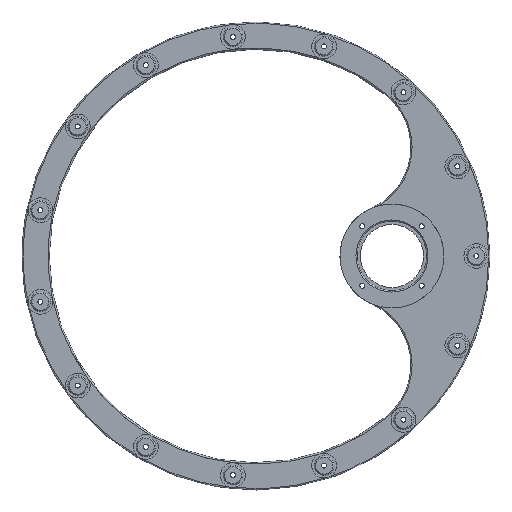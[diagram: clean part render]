
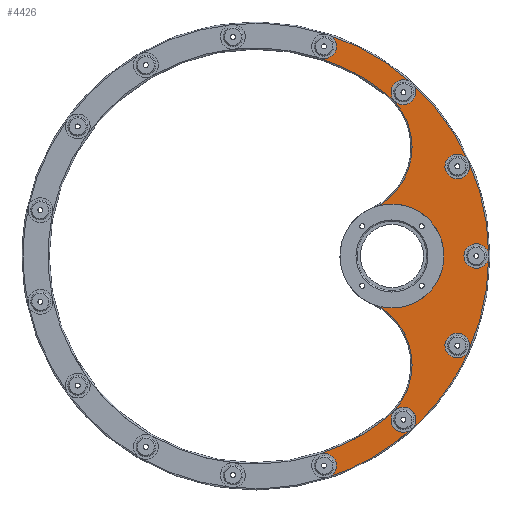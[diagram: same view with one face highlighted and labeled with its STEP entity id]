
A CAD part, top view. The second image highlights one B-rep face of the part: STEP entity #4426.
In plain terms, the highlighted planar face has unit normal (0, 0, 1).
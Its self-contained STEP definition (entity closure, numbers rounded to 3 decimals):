
#281=CIRCLE('',#4800,27.5);
#284=CIRCLE('',#4804,84.);
#294=CIRCLE('',#4814,84.);
#296=CIRCLE('',#4817,27.5);
#319=CIRCLE('',#4849,21.);
#320=CIRCLE('',#4850,5.);
#321=CIRCLE('',#4851,94.);
#322=CIRCLE('',#4852,5.);
#323=CIRCLE('',#4853,94.);
#324=CIRCLE('',#4854,5.);
#325=CIRCLE('',#4855,94.);
#326=CIRCLE('',#4856,5.);
#327=CIRCLE('',#4857,94.);
#328=CIRCLE('',#4858,5.);
#329=CIRCLE('',#4859,94.);
#330=CIRCLE('',#4860,5.);
#331=CIRCLE('',#4861,94.);
#332=CIRCLE('',#4862,5.);
#570=FACE_OUTER_BOUND('',#867,.T.);
#867=EDGE_LOOP('',(#3645,#3646,#3647,#3648,#3649,#3650,#3651,#3652,#3653,
#3654,#3655,#3656,#3657,#3658,#3659,#3660,#3661,#3662));
#2134=VERTEX_POINT('',#7308);
#2135=VERTEX_POINT('',#7310);
#2138=VERTEX_POINT('',#7324);
#2139=VERTEX_POINT('',#7326);
#2148=VERTEX_POINT('',#7344);
#2150=VERTEX_POINT('',#7350);
#2155=VERTEX_POINT('',#7374);
#2162=VERTEX_POINT('',#7407);
#2163=VERTEX_POINT('',#7410);
#2164=VERTEX_POINT('',#7413);
#2165=VERTEX_POINT('',#7416);
#2166=VERTEX_POINT('',#7419);
#2167=VERTEX_POINT('',#7422);
#2678=EDGE_CURVE('',#2134,#2135,#281,.T.);
#2682=EDGE_CURVE('',#2138,#2139,#284,.T.);
#2692=EDGE_CURVE('',#2148,#2134,#294,.T.);
#2695=EDGE_CURVE('',#2150,#2138,#296,.T.);
#2721=EDGE_CURVE('',#2150,#2135,#319,.T.);
#2722=EDGE_CURVE('',#2148,#2155,#320,.T.);
#2723=EDGE_CURVE('',#2162,#2155,#321,.T.);
#2724=EDGE_CURVE('',#2162,#2162,#322,.T.);
#2725=EDGE_CURVE('',#2163,#2162,#323,.T.);
#2726=EDGE_CURVE('',#2163,#2163,#324,.T.);
#2727=EDGE_CURVE('',#2164,#2163,#325,.T.);
#2728=EDGE_CURVE('',#2164,#2164,#326,.T.);
#2729=EDGE_CURVE('',#2165,#2164,#327,.T.);
#2730=EDGE_CURVE('',#2165,#2165,#328,.T.);
#2731=EDGE_CURVE('',#2166,#2165,#329,.T.);
#2732=EDGE_CURVE('',#2166,#2166,#330,.T.);
#2733=EDGE_CURVE('',#2167,#2166,#331,.T.);
#2734=EDGE_CURVE('',#2167,#2139,#332,.T.);
#3645=ORIENTED_EDGE('',*,*,#2682,.F.);
#3646=ORIENTED_EDGE('',*,*,#2695,.F.);
#3647=ORIENTED_EDGE('',*,*,#2721,.T.);
#3648=ORIENTED_EDGE('',*,*,#2678,.F.);
#3649=ORIENTED_EDGE('',*,*,#2692,.F.);
#3650=ORIENTED_EDGE('',*,*,#2722,.T.);
#3651=ORIENTED_EDGE('',*,*,#2723,.F.);
#3652=ORIENTED_EDGE('',*,*,#2724,.T.);
#3653=ORIENTED_EDGE('',*,*,#2725,.F.);
#3654=ORIENTED_EDGE('',*,*,#2726,.T.);
#3655=ORIENTED_EDGE('',*,*,#2727,.F.);
#3656=ORIENTED_EDGE('',*,*,#2728,.T.);
#3657=ORIENTED_EDGE('',*,*,#2729,.F.);
#3658=ORIENTED_EDGE('',*,*,#2730,.T.);
#3659=ORIENTED_EDGE('',*,*,#2731,.F.);
#3660=ORIENTED_EDGE('',*,*,#2732,.T.);
#3661=ORIENTED_EDGE('',*,*,#2733,.F.);
#3662=ORIENTED_EDGE('',*,*,#2734,.T.);
#4213=PLANE('',#4848);
#4426=ADVANCED_FACE('',(#570),#4213,.T.);
#4800=AXIS2_PLACEMENT_3D('',#7311,#5925,#5926);
#4804=AXIS2_PLACEMENT_3D('',#7327,#5933,#5934);
#4814=AXIS2_PLACEMENT_3D('',#7346,#5953,#5954);
#4817=AXIS2_PLACEMENT_3D('',#7359,#5959,#5960);
#4848=AXIS2_PLACEMENT_3D('',#7404,#6024,#6025);
#4849=AXIS2_PLACEMENT_3D('',#7405,#6026,#6027);
#4850=AXIS2_PLACEMENT_3D('',#7406,#6028,#6029);
#4851=AXIS2_PLACEMENT_3D('',#7408,#6030,#6031);
#4852=AXIS2_PLACEMENT_3D('',#7409,#6032,#6033);
#4853=AXIS2_PLACEMENT_3D('',#7411,#6034,#6035);
#4854=AXIS2_PLACEMENT_3D('',#7412,#6036,#6037);
#4855=AXIS2_PLACEMENT_3D('',#7414,#6038,#6039);
#4856=AXIS2_PLACEMENT_3D('',#7415,#6040,#6041);
#4857=AXIS2_PLACEMENT_3D('',#7417,#6042,#6043);
#4858=AXIS2_PLACEMENT_3D('',#7418,#6044,#6045);
#4859=AXIS2_PLACEMENT_3D('',#7420,#6046,#6047);
#4860=AXIS2_PLACEMENT_3D('',#7421,#6048,#6049);
#4861=AXIS2_PLACEMENT_3D('',#7423,#6050,#6051);
#4862=AXIS2_PLACEMENT_3D('',#7424,#6052,#6053);
#5925=DIRECTION('center_axis',(0.,0.,1.));
#5926=DIRECTION('ref_axis',(0.991,0.132,0.));
#5933=DIRECTION('center_axis',(0.,0.,1.));
#5934=DIRECTION('ref_axis',(-1.,0.,0.));
#5953=DIRECTION('center_axis',(0.,0.,1.));
#5954=DIRECTION('ref_axis',(-1.,0.,0.));
#5959=DIRECTION('center_axis',(0.,0.,1.));
#5960=DIRECTION('ref_axis',(0.991,-0.132,0.));
#6024=DIRECTION('center_axis',(0.,0.,1.));
#6025=DIRECTION('ref_axis',(1.,0.,0.));
#6026=DIRECTION('center_axis',(0.,0.,-1.));
#6027=DIRECTION('ref_axis',(-1.,0.,0.));
#6028=DIRECTION('center_axis',(0.,0.,-1.));
#6029=DIRECTION('ref_axis',(-0.309,0.951,0.));
#6030=DIRECTION('center_axis',(0.,0.,-1.));
#6031=DIRECTION('ref_axis',(-1.,0.,0.));
#6032=DIRECTION('center_axis',(0.,0.,-1.));
#6033=DIRECTION('ref_axis',(-0.669,0.743,0.));
#6034=DIRECTION('center_axis',(0.,0.,-1.));
#6035=DIRECTION('ref_axis',(-1.,0.,0.));
#6036=DIRECTION('center_axis',(0.,0.,-1.));
#6037=DIRECTION('ref_axis',(-0.914,0.407,0.));
#6038=DIRECTION('center_axis',(0.,0.,-1.));
#6039=DIRECTION('ref_axis',(-1.,0.,0.));
#6040=DIRECTION('center_axis',(0.,0.,-1.));
#6041=DIRECTION('ref_axis',(-1.,0.,0.));
#6042=DIRECTION('center_axis',(0.,0.,-1.));
#6043=DIRECTION('ref_axis',(-1.,0.,0.));
#6044=DIRECTION('center_axis',(0.,0.,-1.));
#6045=DIRECTION('ref_axis',(-0.914,-0.407,0.));
#6046=DIRECTION('center_axis',(0.,0.,-1.));
#6047=DIRECTION('ref_axis',(-1.,0.,0.));
#6048=DIRECTION('center_axis',(0.,0.,-1.));
#6049=DIRECTION('ref_axis',(-0.669,-0.743,0.));
#6050=DIRECTION('center_axis',(0.,0.,-1.));
#6051=DIRECTION('ref_axis',(-1.,0.,0.));
#6052=DIRECTION('center_axis',(0.,0.,-1.));
#6053=DIRECTION('ref_axis',(-0.309,-0.951,0.));
#7308=CARTESIAN_POINT('',(52.838,-65.301,2.5));
#7310=CARTESIAN_POINT('',(49.693,-20.344,2.5));
#7311=CARTESIAN_POINT('Origin',(35.54,-43.922,2.5));
#7324=CARTESIAN_POINT('',(52.838,65.301,2.5));
#7326=CARTESIAN_POINT('',(25.957,79.889,2.5));
#7327=CARTESIAN_POINT('Origin',(0.,0.,2.5));
#7344=CARTESIAN_POINT('',(25.957,-79.889,2.5));
#7346=CARTESIAN_POINT('Origin',(0.,0.,2.5));
#7350=CARTESIAN_POINT('',(49.693,20.344,2.5));
#7359=CARTESIAN_POINT('Origin',(35.54,43.922,2.5));
#7374=CARTESIAN_POINT('',(29.048,-89.399,2.5));
#7404=CARTESIAN_POINT('Origin',(0.,0.,2.5));
#7405=CARTESIAN_POINT('Origin',(54.9,0.,2.5));
#7406=CARTESIAN_POINT('Origin',(27.503,-84.644,2.5));
#7407=CARTESIAN_POINT('',(62.898,-69.856,2.5));
#7408=CARTESIAN_POINT('Origin',(0.,0.,2.5));
#7409=CARTESIAN_POINT('Origin',(59.553,-66.14,2.5));
#7410=CARTESIAN_POINT('',(85.873,-38.233,2.5));
#7411=CARTESIAN_POINT('Origin',(0.,0.,2.5));
#7412=CARTESIAN_POINT('Origin',(81.306,-36.2,2.5));
#7413=CARTESIAN_POINT('',(94.,0.,2.5));
#7414=CARTESIAN_POINT('Origin',(0.,0.,2.5));
#7415=CARTESIAN_POINT('Origin',(89.,0.,2.5));
#7416=CARTESIAN_POINT('',(85.873,38.233,2.5));
#7417=CARTESIAN_POINT('Origin',(0.,0.,2.5));
#7418=CARTESIAN_POINT('Origin',(81.306,36.2,2.5));
#7419=CARTESIAN_POINT('',(62.898,69.856,2.5));
#7420=CARTESIAN_POINT('Origin',(0.,0.,2.5));
#7421=CARTESIAN_POINT('Origin',(59.553,66.14,2.5));
#7422=CARTESIAN_POINT('',(29.048,89.399,2.5));
#7423=CARTESIAN_POINT('Origin',(0.,0.,2.5));
#7424=CARTESIAN_POINT('Origin',(27.503,84.644,2.5));
